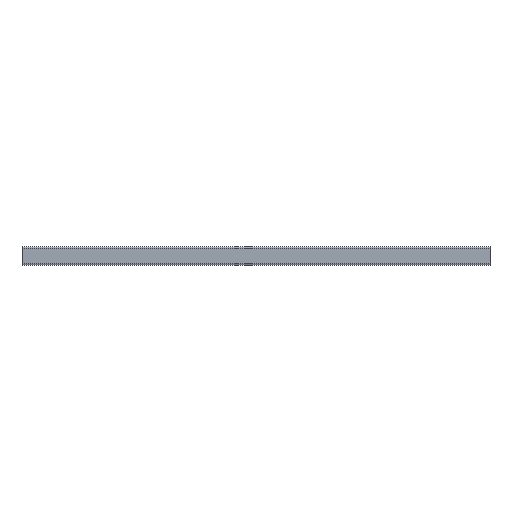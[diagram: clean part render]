
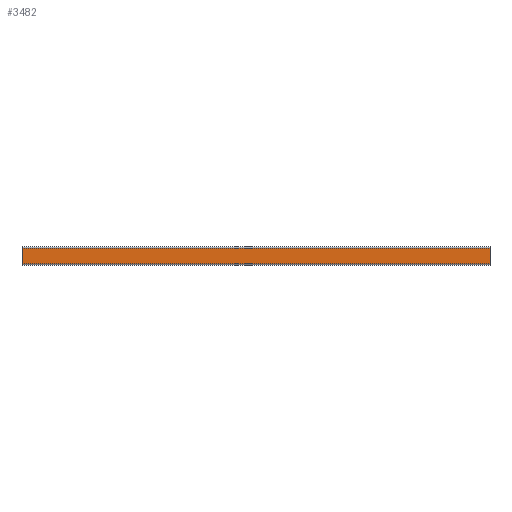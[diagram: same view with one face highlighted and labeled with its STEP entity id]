
A CAD part, left-side view. The second image highlights one B-rep face of the part: STEP entity #3482.
In plain terms, the highlighted planar face has unit normal (-1, 0, 0).
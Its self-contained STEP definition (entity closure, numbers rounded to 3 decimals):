
#3424=CARTESIAN_POINT('',(-37.,0.0,37.));
#3425=VERTEX_POINT('',#3424);
#3434=CARTESIAN_POINT('',(-37.,1000.0,37.));
#3435=VERTEX_POINT('',#3434);
#3443=CARTESIAN_POINT('',(-37.,0.0,37.));
#3444=DIRECTION('',(0.0,1.0,0.0));
#3445=VECTOR('',#3444,1000.0);
#3446=LINE('',#3443,#3445);
#3447=EDGE_CURVE('',#3425,#3435,#3446,.T.);
#3452=CARTESIAN_POINT('',(-37.,0.0,3.));
#3453=DIRECTION('',(-1.0,0.0,0.0));
#3454=DIRECTION('',(0.0,0.0,1.0));
#3455=AXIS2_PLACEMENT_3D('',#3452,#3453,#3454);
#3456=PLANE('',#3455);
#3457=CARTESIAN_POINT('',(-37.,0.0,3.));
#3458=VERTEX_POINT('',#3457);
#3459=CARTESIAN_POINT('',(-37.,0.0,37.));
#3460=DIRECTION('',(0.0,0.0,-1.0));
#3461=VECTOR('',#3460,34.);
#3462=LINE('',#3459,#3461);
#3463=EDGE_CURVE('',#3425,#3458,#3462,.T.);
#3464=ORIENTED_EDGE('',*,*,#3463,.F.);
#3465=ORIENTED_EDGE('',*,*,#3447,.T.);
#3466=CARTESIAN_POINT('',(-37.,1000.0,3.));
#3467=VERTEX_POINT('',#3466);
#3468=CARTESIAN_POINT('',(-37.,1000.0,3.));
#3469=DIRECTION('',(0.0,0.0,1.0));
#3470=VECTOR('',#3469,34.);
#3471=LINE('',#3468,#3470);
#3472=EDGE_CURVE('',#3467,#3435,#3471,.T.);
#3473=ORIENTED_EDGE('',*,*,#3472,.F.);
#3474=CARTESIAN_POINT('',(-37.,0.0,3.));
#3475=DIRECTION('',(0.0,1.0,0.0));
#3476=VECTOR('',#3475,1000.0);
#3477=LINE('',#3474,#3476);
#3478=EDGE_CURVE('',#3458,#3467,#3477,.T.);
#3479=ORIENTED_EDGE('',*,*,#3478,.F.);
#3480=EDGE_LOOP('',(#3464,#3465,#3473,#3479));
#3481=FACE_OUTER_BOUND('',#3480,.T.);
#3482=ADVANCED_FACE('',(#3481),#3456,.T.);
